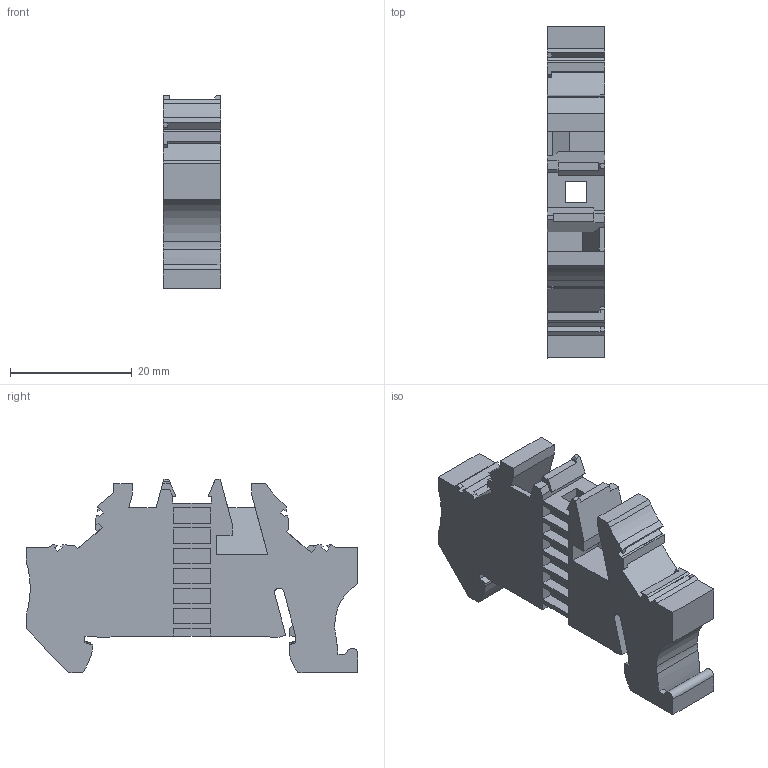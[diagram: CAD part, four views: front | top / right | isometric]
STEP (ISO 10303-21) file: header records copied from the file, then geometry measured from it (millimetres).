
FILE_DESCRIPTION(('HOOPS Exchange Step'),'2;1');
FILE_NAME('export-F191E345-133E-4180-9711-26B722CE4EF4.stp','2020-10-27T10:09:54+01:00',('Engineering'),('Alibre'),'HOOPS Exchange 2020.0','Alibre','Unknown authorisation');
FILE_SCHEMA( ('AP242_MANAGED_MODEL_BASED_3D_ENGINEERING_MIM_LF {1 0 10303 442 1 1 4 }') );
Length unit declared in the file: millimetre
Products named in the file (2): 2475-1 End clamp - CLIPFIX 35 - 3022218; 2475 End clamp - CLIPFIX 35 - 3022218
Assembly tree (1 placements, depth 2):
  2475 End clamp - CLIPFIX 35 - 3022218
    2475-1 End clamp - CLIPFIX 35 - 3022218
Bounding box: 9.5 x 54.6 x 31.8 mm (x, y, z)
Volume: 9242.9 mm3; surface area: 5390.6 mm2
Topology: 1 solids, 1 shells, 227 faces, 637 edges, 424 vertices
Faces by surface type: plane 214, cylinder 13
Entity records: 7268 total; most frequent: CARTESIAN_POINT 1293, ORIENTED_EDGE 1274, DIRECTION 1129, EDGE_CURVE 637, VECTOR 609, LINE 609, VERTEX_POINT 424, AXIS2_PLACEMENT_3D 260
